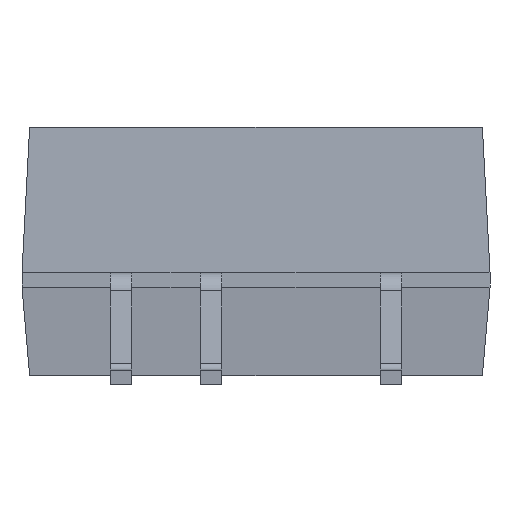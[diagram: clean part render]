
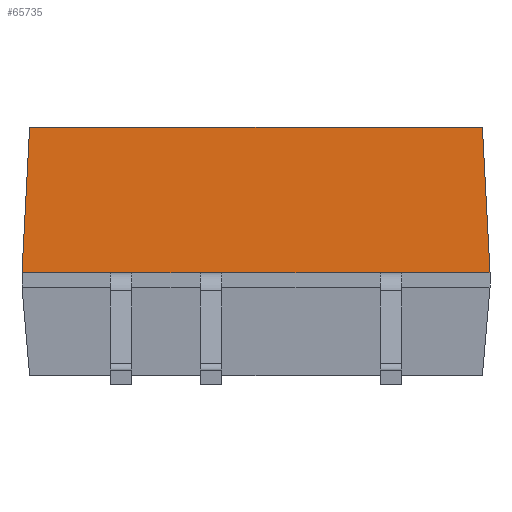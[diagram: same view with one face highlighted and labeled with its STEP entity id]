
A CAD part, front view. The second image highlights one B-rep face of the part: STEP entity #65735.
In plain terms, the highlighted planar face has unit normal (0, -0.999, 0.052).
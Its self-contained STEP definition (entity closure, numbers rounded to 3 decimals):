
#2658=ORIENTED_EDGE('',*,*,#17152,.T.);
#2659=ORIENTED_EDGE('',*,*,#16690,.T.);
#2660=ORIENTED_EDGE('',*,*,#16697,.T.);
#2661=ORIENTED_EDGE('',*,*,#14712,.F.);
#2662=ORIENTED_EDGE('',*,*,#14690,.F.);
#2663=ORIENTED_EDGE('',*,*,#14710,.F.);
#2664=ORIENTED_EDGE('',*,*,#14679,.F.);
#2665=ORIENTED_EDGE('',*,*,#14716,.F.);
#2666=ORIENTED_EDGE('',*,*,#14702,.F.);
#2667=ORIENTED_EDGE('',*,*,#17157,.F.);
#14679=EDGE_CURVE('',#21967,#21969,#26822,.T.);
#14690=EDGE_CURVE('',#21975,#21976,#26833,.T.);
#14702=EDGE_CURVE('',#21983,#21984,#26845,.T.);
#14710=EDGE_CURVE('',#21969,#21975,#26853,.T.);
#14712=EDGE_CURVE('',#21976,#21987,#26855,.T.);
#14716=EDGE_CURVE('',#21984,#21967,#26859,.T.);
#16690=EDGE_CURVE('',#23960,#23959,#28831,.T.);
#16697=EDGE_CURVE('',#23959,#21987,#28838,.T.);
#17152=EDGE_CURVE('',#24417,#23960,#29293,.T.);
#17157=EDGE_CURVE('',#24417,#21983,#29298,.T.);
#21967=VERTEX_POINT('',#83005);
#21969=VERTEX_POINT('',#83008);
#21975=VERTEX_POINT('',#83030);
#21976=VERTEX_POINT('',#83031);
#21983=VERTEX_POINT('',#83054);
#21984=VERTEX_POINT('',#83055);
#21987=VERTEX_POINT('',#83072);
#23959=VERTEX_POINT('',#87025);
#23960=VERTEX_POINT('',#87027);
#24417=VERTEX_POINT('',#87951);
#26822=LINE('',#83007,#34067);
#26833=LINE('',#83029,#34078);
#26845=LINE('',#83053,#34090);
#26853=LINE('',#83068,#34098);
#26855=LINE('',#83071,#34100);
#26859=LINE('',#83078,#34104);
#28831=LINE('',#87026,#36076);
#28838=LINE('',#87038,#36083);
#29293=LINE('',#87950,#36538);
#29298=LINE('',#87959,#36543);
#34067=VECTOR('',#70719,1000.);
#34078=VECTOR('',#70740,1000.);
#34090=VECTOR('',#70760,1000.);
#34098=VECTOR('',#70774,1000.);
#34100=VECTOR('',#70778,1000.);
#34104=VECTOR('',#70784,1000.);
#36076=VECTOR('',#72766,1000.);
#36083=VECTOR('',#72775,1000.);
#36538=VECTOR('',#73238,1000.);
#36543=VECTOR('',#73245,1000.);
#41370=EDGE_LOOP('',(#2658,#2659,#2660,#2661,#2662,#2663,#2664,#2665,#2666,
#2667));
#43877=FACE_BOUND('',#41370,.T.);
#46355=PLANE('',#68225);
#65735=ADVANCED_FACE('',(#43877),#46355,.T.);
#68225=AXIS2_PLACEMENT_3D('',#87987,#73277,#73278);
#70719=DIRECTION('',(-1.,0.,0.));
#70740=DIRECTION('',(-1.,0.,0.));
#70760=DIRECTION('',(-1.,0.,0.));
#70774=DIRECTION('',(-1.,0.,0.));
#70778=DIRECTION('',(-1.,0.,0.));
#70784=DIRECTION('',(-1.,0.,0.));
#72766=DIRECTION('',(-1.,0.,0.));
#72775=DIRECTION('',(-0.052,-0.052,-0.997));
#73238=DIRECTION('',(-0.052,0.052,0.997));
#73245=DIRECTION('',(-1.,0.,0.));
#73277=DIRECTION('',(0.,-0.999,0.052));
#73278=DIRECTION('',(0.,-0.052,-0.999));
#83005=CARTESIAN_POINT('',(-0.97,-4.25,3.15));
#83007=CARTESIAN_POINT('',(6.6,-4.25,3.15));
#83008=CARTESIAN_POINT('',(-1.57,-4.25,3.15));
#83029=CARTESIAN_POINT('',(6.6,-4.25,3.15));
#83030=CARTESIAN_POINT('',(-3.51,-4.25,3.15));
#83031=CARTESIAN_POINT('',(-4.11,-4.25,3.15));
#83053=CARTESIAN_POINT('',(6.6,-4.25,3.15));
#83054=CARTESIAN_POINT('',(4.11,-4.25,3.15));
#83055=CARTESIAN_POINT('',(3.51,-4.25,3.15));
#83068=CARTESIAN_POINT('',(6.6,-4.25,3.15));
#83071=CARTESIAN_POINT('',(6.6,-4.25,3.15));
#83072=CARTESIAN_POINT('',(-6.6,-4.25,3.15));
#83078=CARTESIAN_POINT('',(6.6,-4.25,3.15));
#87025=CARTESIAN_POINT('',(-6.385,-4.035,7.25));
#87026=CARTESIAN_POINT('',(6.6,-4.035,7.25));
#87027=CARTESIAN_POINT('',(6.385,-4.035,7.25));
#87038=CARTESIAN_POINT('',(-6.6,-4.25,3.15));
#87950=CARTESIAN_POINT('',(6.6,-4.25,3.15));
#87951=CARTESIAN_POINT('',(6.6,-4.25,3.15));
#87959=CARTESIAN_POINT('',(6.6,-4.25,3.15));
#87987=CARTESIAN_POINT('',(6.6,-4.25,3.15));
